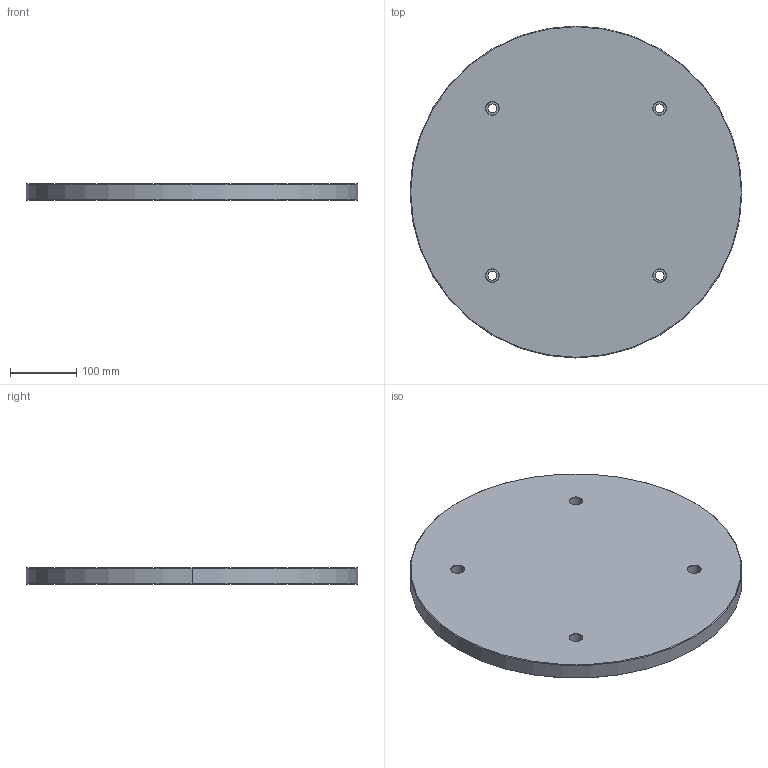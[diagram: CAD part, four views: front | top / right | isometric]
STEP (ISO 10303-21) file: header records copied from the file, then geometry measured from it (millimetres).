
FILE_DESCRIPTION (( 'STEP AP214' ), '1' );
FILE_NAME ('05-0567.STEP', '2024-08-06T15:58:20', ( '' ), ( '' ), 'SwSTEP 2.0', 'SolidWorks 2022', '' );
FILE_SCHEMA (( 'AUTOMOTIVE_DESIGN' ));
Length unit declared in the file: inch
Products named in the file (1): 05-0567
Bounding box: 500.38 x 500.38 x 25 mm (x, y, z)
Volume: 4886947.3 mm3; surface area: 435368.2 mm2
Topology: 1 solids, 1 shells, 36 faces, 78 edges, 48 vertices
Faces by surface type: cylinder 18, cone 12, plane 6
Entity records: 1050 total; most frequent: DIRECTION 200, CARTESIAN_POINT 163, ORIENTED_EDGE 156, AXIS2_PLACEMENT_3D 85, EDGE_CURVE 78, EDGE_LOOP 48, CIRCLE 48, VERTEX_POINT 48
